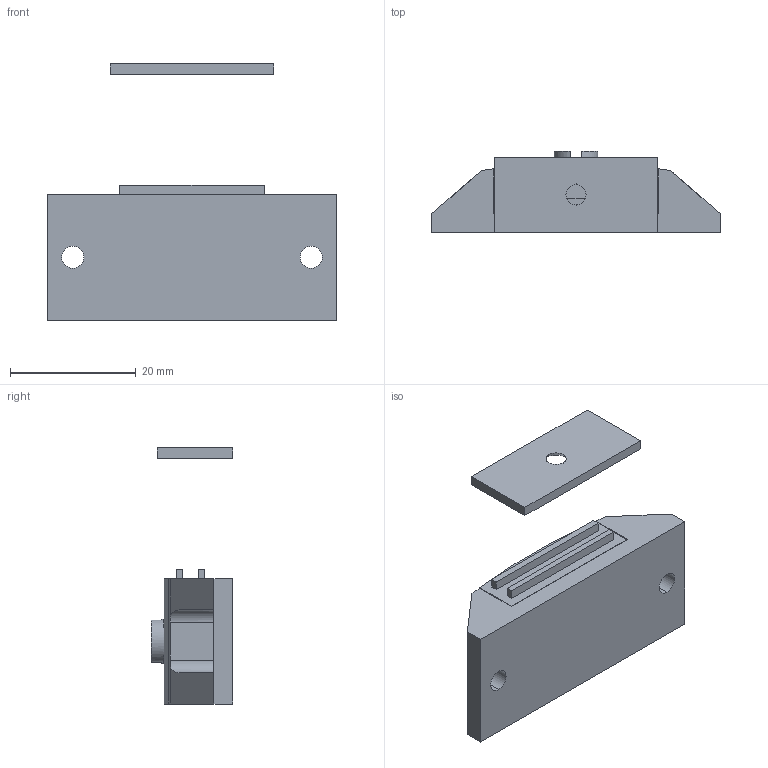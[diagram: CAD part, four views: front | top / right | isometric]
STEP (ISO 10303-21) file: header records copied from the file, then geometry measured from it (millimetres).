
FILE_DESCRIPTION (( 'STEP AP203' ), '1' );
FILE_NAME ('C-179.STEP', '2012-06-12T08:18:38', ( '11sw' ), ( 'タキゲン製造株式会社' ), 'SwSTEP 2.0', 'SolidWorks 2011', '' );
FILE_SCHEMA (( 'CONFIG_CONTROL_DESIGN' ));
Length unit declared in the file: millimetre
Products named in the file (4): C-179; C-179中ケース_; C-179受板_; C-179ケース_
Assembly tree (3 placements, depth 2):
  C-179
    C-179受板_
    C-179中ケース_
    C-179ケース_
Bounding box: 46 x 13 x 40.8 mm (x, y, z)
Volume: 8377.9 mm3; surface area: 5680 mm2
Topology: 3 solids, 3 shells, 61 faces, 152 edges, 100 vertices
Faces by surface type: plane 46, cylinder 13, cone 2
Entity records: 2300 total; most frequent: CARTESIAN_POINT 415, DIRECTION 304, ORIENTED_EDGE 304, EDGE_CURVE 152, VECTOR 114, LINE 114, VERTEX_POINT 100, AXIS2_PLACEMENT_3D 95
